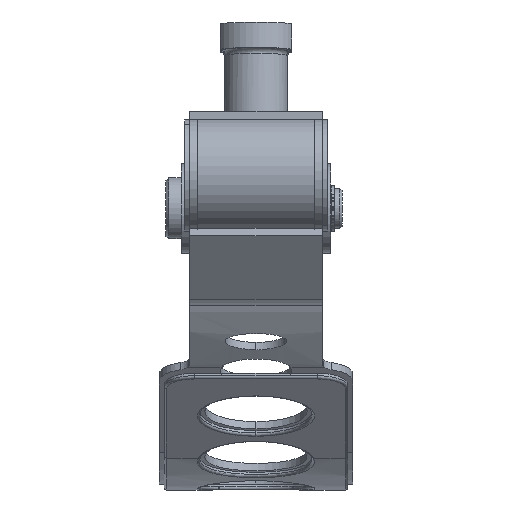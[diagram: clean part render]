
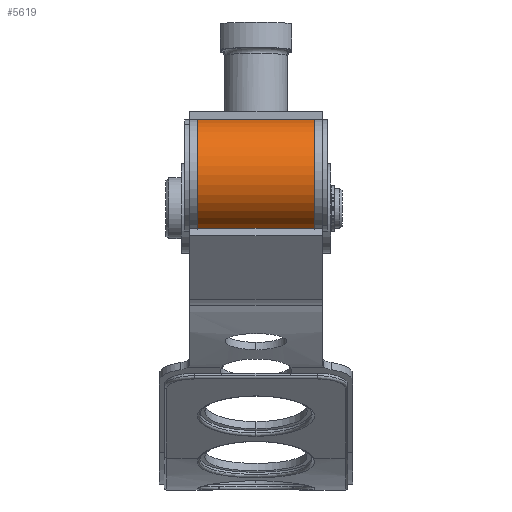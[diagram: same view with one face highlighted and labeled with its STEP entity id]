
A CAD part, front view. The second image highlights one B-rep face of the part: STEP entity #5619.
In plain terms, the highlighted cylindrical face has radius 11 mm (diameter 22 mm), a partial arc.
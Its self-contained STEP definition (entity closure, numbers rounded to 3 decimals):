
#79 = CARTESIAN_POINT ( 'NONE',  ( 42.513, 79.091, -303.774 ) ) ;
#1226 = LINE ( 'NONE', #17925, #7888 ) ;
#1951 = DIRECTION ( 'NONE',  ( -1., 0., 0. ) ) ;
#2468 = VECTOR ( 'NONE', #1951, 1000. ) ;
#2770 = ORIENTED_EDGE ( 'NONE', *, *, #8223, .F. ) ;
#3172 = CARTESIAN_POINT ( 'NONE',  ( 11.4, 79.091, -303.774 ) ) ;
#3564 = VERTEX_POINT ( 'NONE', #14424 ) ;
#4151 = EDGE_CURVE ( 'NONE', #3564, #18296, #12437, .T. ) ;
#4613 = DIRECTION ( 'NONE',  ( 0., 0., 1. ) ) ;
#4628 = AXIS2_PLACEMENT_3D ( 'NONE', #13865, #4853, #15385 ) ;
#4690 = DIRECTION ( 'NONE',  ( 0., 0., 1. ) ) ;
#4853 = DIRECTION ( 'NONE',  ( 1., 0., 0. ) ) ;
#4896 = ORIENTED_EDGE ( 'NONE', *, *, #10867, .T. ) ;
#5134 = CARTESIAN_POINT ( 'NONE',  ( -11.4, 79.091, -314.774 ) ) ;
#5619 = ADVANCED_FACE ( 'NONE', ( #16472 ), #8476, .T. ) ;
#5868 = DIRECTION ( 'NONE',  ( -1., 0., 0. ) ) ;
#6007 = LINE ( 'NONE', #9513, #2468 ) ;
#7888 = VECTOR ( 'NONE', #5868, 1000. ) ;
#8223 = EDGE_CURVE ( 'NONE', #3564, #18976, #6007, .T. ) ;
#8327 = CARTESIAN_POINT ( 'NONE',  ( 11.4, 79.091, -292.774 ) ) ;
#8476 = CYLINDRICAL_SURFACE ( 'NONE', #16624, 11. ) ;
#9116 = DIRECTION ( 'NONE',  ( -1., 0., 0. ) ) ;
#9513 = CARTESIAN_POINT ( 'NONE',  ( 42.513, 79.091, -314.774 ) ) ;
#10016 = ORIENTED_EDGE ( 'NONE', *, *, #4151, .T. ) ;
#10867 = EDGE_CURVE ( 'NONE', #18296, #12793, #1226, .T. ) ;
#12361 = CIRCLE ( 'NONE', #4628, 11. ) ;
#12437 = CIRCLE ( 'NONE', #12444, 11. ) ;
#12444 = AXIS2_PLACEMENT_3D ( 'NONE', #3172, #13707, #4690 ) ;
#12793 = VERTEX_POINT ( 'NONE', #15961 ) ;
#13707 = DIRECTION ( 'NONE',  ( -1., 0., 0. ) ) ;
#13865 = CARTESIAN_POINT ( 'NONE',  ( -11.4, 79.091, -303.774 ) ) ;
#14424 = CARTESIAN_POINT ( 'NONE',  ( 11.4, 79.091, -314.774 ) ) ;
#15385 = DIRECTION ( 'NONE',  ( 0., 0., 1. ) ) ;
#15961 = CARTESIAN_POINT ( 'NONE',  ( -11.4, 79.091, -292.774 ) ) ;
#16011 = ORIENTED_EDGE ( 'NONE', *, *, #16215, .T. ) ;
#16215 = EDGE_CURVE ( 'NONE', #12793, #18976, #12361, .T. ) ;
#16472 = FACE_OUTER_BOUND ( 'NONE', #17770, .T. ) ;
#16624 = AXIS2_PLACEMENT_3D ( 'NONE', #79, #9116, #4613 ) ;
#17770 = EDGE_LOOP ( 'NONE', ( #2770, #10016, #4896, #16011 ) ) ;
#17925 = CARTESIAN_POINT ( 'NONE',  ( 42.513, 79.091, -292.774 ) ) ;
#18296 = VERTEX_POINT ( 'NONE', #8327 ) ;
#18976 = VERTEX_POINT ( 'NONE', #5134 ) ;
